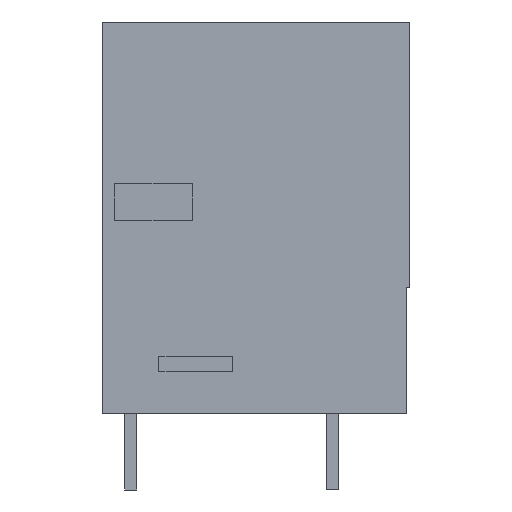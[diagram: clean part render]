
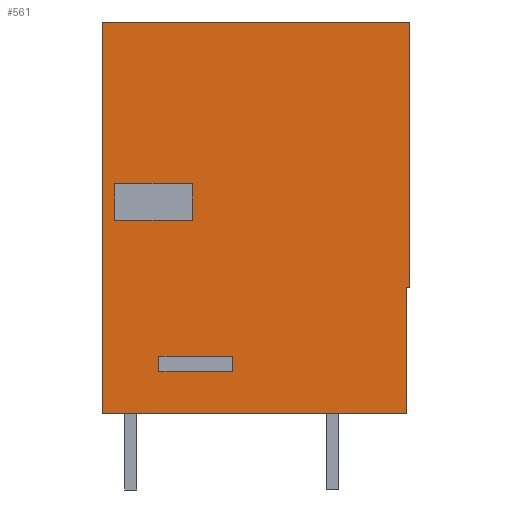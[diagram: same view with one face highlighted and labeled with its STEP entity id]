
A CAD part, left-side view. The second image highlights one B-rep face of the part: STEP entity #561.
In plain terms, the highlighted planar face has unit normal (-1, 0, 0).
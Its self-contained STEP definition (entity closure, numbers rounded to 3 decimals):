
#457=AXIS2_PLACEMENT_3D('Plane Axis2P3D',#454,#455,#456) ;
#49=CARTESIAN_POINT('Vertex',(0.,0.,13.211)) ;
#52=CARTESIAN_POINT('Line Origine',(0.,0.1,13.211)) ;
#56=CARTESIAN_POINT('Vertex',(0.,0.2,13.211)) ;
#152=CARTESIAN_POINT('Vertex',(0.,0.,30.56)) ;
#155=CARTESIAN_POINT('Line Origine',(0.,0.,21.885)) ;
#454=CARTESIAN_POINT('Axis2P3D Location',(0.,20.05,0.)) ;
#459=CARTESIAN_POINT('Line Origine',(0.,20.05,17.78)) ;
#463=CARTESIAN_POINT('Vertex',(0.,20.05,30.56)) ;
#465=CARTESIAN_POINT('Vertex',(0.,20.05,5.)) ;
#468=CARTESIAN_POINT('Line Origine',(0.,10.125,5.)) ;
#472=CARTESIAN_POINT('Vertex',(0.,0.2,5.)) ;
#475=CARTESIAN_POINT('Line Origine',(0.,0.2,9.105)) ;
#480=CARTESIAN_POINT('Line Origine',(0.,10.025,30.56)) ;
#493=CARTESIAN_POINT('Line Origine',(0.,16.718,17.6)) ;
#497=CARTESIAN_POINT('Vertex',(0.,19.25,17.6)) ;
#499=CARTESIAN_POINT('Vertex',(0.,14.186,17.6)) ;
#502=CARTESIAN_POINT('Line Origine',(0.,19.25,18.8)) ;
#506=CARTESIAN_POINT('Vertex',(0.,19.25,20.)) ;
#509=CARTESIAN_POINT('Line Origine',(0.,16.718,20.)) ;
#513=CARTESIAN_POINT('Vertex',(0.,14.186,20.)) ;
#516=CARTESIAN_POINT('Line Origine',(0.,14.186,18.8)) ;
#527=CARTESIAN_POINT('Line Origine',(0.,11.562,8.25)) ;
#531=CARTESIAN_POINT('Vertex',(0.,11.562,7.75)) ;
#533=CARTESIAN_POINT('Vertex',(0.,11.562,8.75)) ;
#536=CARTESIAN_POINT('Line Origine',(0.,13.962,7.75)) ;
#540=CARTESIAN_POINT('Vertex',(0.,16.362,7.75)) ;
#543=CARTESIAN_POINT('Line Origine',(0.,16.362,8.25)) ;
#547=CARTESIAN_POINT('Vertex',(0.,16.362,8.75)) ;
#550=CARTESIAN_POINT('Line Origine',(0.,13.962,8.75)) ;
#53=DIRECTION('Vector Direction',(0.,-1.,0.)) ;
#156=DIRECTION('Vector Direction',(0.,0.,-1.)) ;
#455=DIRECTION('Axis2P3D Direction',(-1.,0.,0.)) ;
#456=DIRECTION('Axis2P3D XDirection',(0.,-1.,0.)) ;
#460=DIRECTION('Vector Direction',(0.,0.,-1.)) ;
#469=DIRECTION('Vector Direction',(0.,-1.,0.)) ;
#476=DIRECTION('Vector Direction',(0.,0.,-1.)) ;
#481=DIRECTION('Vector Direction',(0.,-1.,0.)) ;
#494=DIRECTION('Vector Direction',(0.,-1.,0.)) ;
#503=DIRECTION('Vector Direction',(0.,0.,-1.)) ;
#510=DIRECTION('Vector Direction',(0.,1.,0.)) ;
#517=DIRECTION('Vector Direction',(0.,0.,-1.)) ;
#528=DIRECTION('Vector Direction',(0.,0.,1.)) ;
#537=DIRECTION('Vector Direction',(0.,1.,0.)) ;
#544=DIRECTION('Vector Direction',(0.,0.,-1.)) ;
#551=DIRECTION('Vector Direction',(0.,-1.,0.)) ;
#54=VECTOR('Line Direction',#53,1.) ;
#157=VECTOR('Line Direction',#156,1.) ;
#461=VECTOR('Line Direction',#460,1.) ;
#470=VECTOR('Line Direction',#469,1.) ;
#477=VECTOR('Line Direction',#476,1.) ;
#482=VECTOR('Line Direction',#481,1.) ;
#495=VECTOR('Line Direction',#494,1.) ;
#504=VECTOR('Line Direction',#503,1.) ;
#511=VECTOR('Line Direction',#510,1.) ;
#518=VECTOR('Line Direction',#517,1.) ;
#529=VECTOR('Line Direction',#528,1.) ;
#538=VECTOR('Line Direction',#537,1.) ;
#545=VECTOR('Line Direction',#544,1.) ;
#552=VECTOR('Line Direction',#551,1.) ;
#486=ORIENTED_EDGE('',*,*,#467,.T.) ;
#487=ORIENTED_EDGE('',*,*,#474,.T.) ;
#488=ORIENTED_EDGE('',*,*,#479,.T.) ;
#489=ORIENTED_EDGE('',*,*,#58,.T.) ;
#490=ORIENTED_EDGE('',*,*,#159,.T.) ;
#491=ORIENTED_EDGE('',*,*,#484,.T.) ;
#522=ORIENTED_EDGE('',*,*,#501,.F.) ;
#523=ORIENTED_EDGE('',*,*,#508,.F.) ;
#524=ORIENTED_EDGE('',*,*,#515,.F.) ;
#525=ORIENTED_EDGE('',*,*,#520,.F.) ;
#556=ORIENTED_EDGE('',*,*,#535,.F.) ;
#557=ORIENTED_EDGE('',*,*,#542,.F.) ;
#558=ORIENTED_EDGE('',*,*,#549,.F.) ;
#559=ORIENTED_EDGE('',*,*,#554,.F.) ;
#526=FACE_BOUND('',#521,.T.) ;
#560=FACE_BOUND('',#555,.T.) ;
#561=ADVANCED_FACE('HOUSING',(#492,#526,#560),#458,.T.) ;
#58=EDGE_CURVE('',#57,#50,#55,.T.) ;
#159=EDGE_CURVE('',#50,#153,#158,.F.) ;
#467=EDGE_CURVE('',#464,#466,#462,.T.) ;
#474=EDGE_CURVE('',#466,#473,#471,.T.) ;
#479=EDGE_CURVE('',#473,#57,#478,.F.) ;
#484=EDGE_CURVE('',#153,#464,#483,.F.) ;
#501=EDGE_CURVE('',#498,#500,#496,.T.) ;
#508=EDGE_CURVE('',#507,#498,#505,.T.) ;
#515=EDGE_CURVE('',#514,#507,#512,.T.) ;
#520=EDGE_CURVE('',#500,#514,#519,.F.) ;
#535=EDGE_CURVE('',#532,#534,#530,.T.) ;
#542=EDGE_CURVE('',#541,#532,#539,.F.) ;
#549=EDGE_CURVE('',#548,#541,#546,.T.) ;
#554=EDGE_CURVE('',#534,#548,#553,.F.) ;
#485=EDGE_LOOP('',(#486,#487,#488,#489,#490,#491)) ;
#521=EDGE_LOOP('',(#522,#523,#524,#525)) ;
#555=EDGE_LOOP('',(#556,#557,#558,#559)) ;
#492=FACE_OUTER_BOUND('',#485,.T.) ;
#55=LINE('Line',#52,#54) ;
#158=LINE('Line',#155,#157) ;
#462=LINE('Line',#459,#461) ;
#471=LINE('Line',#468,#470) ;
#478=LINE('Line',#475,#477) ;
#483=LINE('Line',#480,#482) ;
#496=LINE('Line',#493,#495) ;
#505=LINE('Line',#502,#504) ;
#512=LINE('Line',#509,#511) ;
#519=LINE('Line',#516,#518) ;
#530=LINE('Line',#527,#529) ;
#539=LINE('Line',#536,#538) ;
#546=LINE('Line',#543,#545) ;
#553=LINE('Line',#550,#552) ;
#458=PLANE('',#457) ;
#50=VERTEX_POINT('',#49) ;
#57=VERTEX_POINT('',#56) ;
#153=VERTEX_POINT('',#152) ;
#464=VERTEX_POINT('',#463) ;
#466=VERTEX_POINT('',#465) ;
#473=VERTEX_POINT('',#472) ;
#498=VERTEX_POINT('',#497) ;
#500=VERTEX_POINT('',#499) ;
#507=VERTEX_POINT('',#506) ;
#514=VERTEX_POINT('',#513) ;
#532=VERTEX_POINT('',#531) ;
#534=VERTEX_POINT('',#533) ;
#541=VERTEX_POINT('',#540) ;
#548=VERTEX_POINT('',#547) ;
